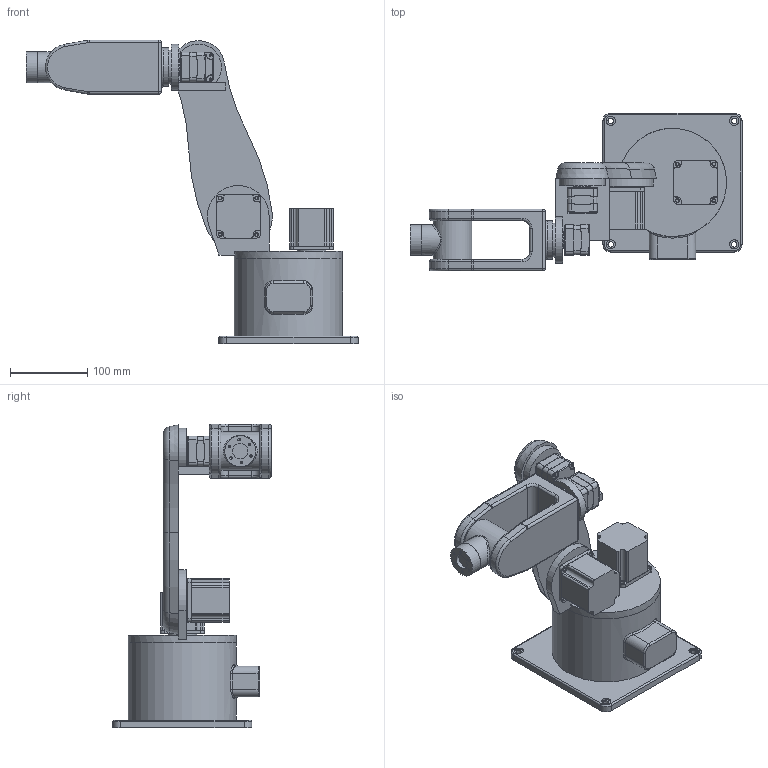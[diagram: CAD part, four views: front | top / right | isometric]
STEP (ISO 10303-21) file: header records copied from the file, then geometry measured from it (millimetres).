
FILE_DESCRIPTION(/* description */ (''),/* implementation_level */ '2;1');
FILE_NAME(/* name */ '6_DoF_Robot.step',/* time_stamp */ '2026-02-10T22:22:49+05:30',/* author */ (''),/* organization */ (''),/* preprocessor_version */ 'ST-DEVELOPER v20.1',/* originating_system */ 'Autodesk Translation Framework v14.24.0.0',/* authorisation */ '');
FILE_SCHEMA (('AUTOMOTIVE_DESIGN { 1 0 10303 214 3 1 1 }'));
Length unit declared in the file: millimetre
Products named in the file (10): 2026-02-09-22-43-02-488; 2026-02-03-20-37-43-769; 2026-02-03-20-28-40-462; 2026-02-03-21-01-50-380; 2026-02-03-21-11-00-779; 2026-02-03-21-11-00-428; 2026-02-03-21-39-39-115; 2026-02-03-21-45-25-811; 2026-02-10-15-58-17-004; 2026-02-10-15-58-32-583
Assembly tree (11 placements, depth 2):
  2026-02-09-22-43-02-488
    2026-02-03-20-37-43-769
    2026-02-03-20-28-40-462
    2026-02-03-21-01-50-380
    2026-02-03-21-11-00-779
    2026-02-03-21-11-00-428
    2026-02-03-21-39-39-115
    2026-02-03-21-45-25-811
    2026-02-10-15-58-17-004  x2
    2026-02-10-15-58-32-583  x2
Bounding box: 429.76 x 205 x 393.19 mm (x, y, z)
Volume: 3565528.3 mm3; surface area: 397184.4 mm2
Topology: 13 solids, 13 shells, 608 faces, 1479 edges, 935 vertices
Faces by surface type: plane 237, cylinder 217, bspline 63, torus 61, cone 26, sphere 4
Full cylindrical faces by diameter (mm): 2 x4, 2.529 x8, 3 x8, 3.332 x6, 4 x8, 5 x4, 6 x4, 6.5 x2, 7 x6, 12 x4, 20 x1, 22 x2, 35 x6, 40 x2, 44 x1, 50 x2, 130 x2, 140 x2
Entity records: 14111 total; most frequent: CARTESIAN_POINT 3826, DIRECTION 2113, ORIENTED_EDGE 1938, EDGE_CURVE 969, AXIS2_PLACEMENT_3D 808, VERTEX_POINT 611, EDGE_LOOP 510, LINE 497
